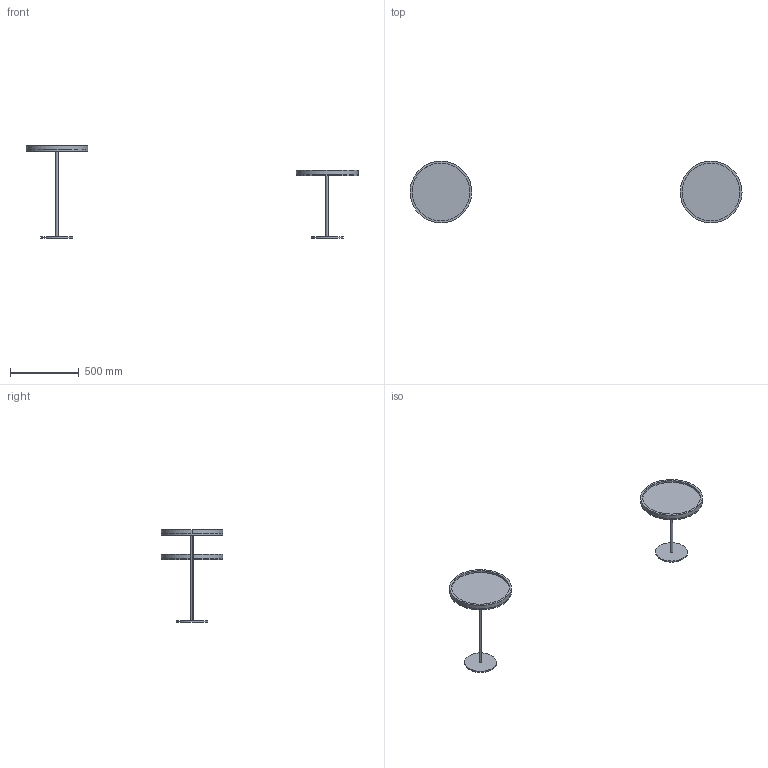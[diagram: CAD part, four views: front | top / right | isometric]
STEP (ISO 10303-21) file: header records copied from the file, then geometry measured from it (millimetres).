
FILE_DESCRIPTION(/* description */ (''),/* implementation_level */ '2;1');
FILE_NAME(/* name */ 'tav. 11 - 12',/* time_stamp */ '2013-07-22T16:21:48+02:00',/* author */ (''),/* organization */ (''),/* preprocessor_version */ 'ST-DEVELOPER v10',/* originating_system */ '',/* authorisation */ '');
FILE_SCHEMA (('CONFIG_CONTROL_DESIGN'));
Length unit declared in the file: millimetre
Products named in the file (1): 1
Bounding box: 2416.73 x 449.61 x 675 mm (x, y, z)
Volume: 9765200.4 mm3; surface area: 1042110 mm2
Topology: 6 solids, 6 shells, 34 faces, 56 edges, 36 vertices
Faces by surface type: bspline 34
Entity records: 958 total; most frequent: CARTESIAN_POINT 514, ORIENTED_EDGE 112, EDGE_CURVE 56, EDGE_LOOP 36, VERTEX_POINT 36, ADVANCED_FACE 34, FACE_OUTER_BOUND 34, B_SPLINE_CURVE_WITH_KNOTS 18
